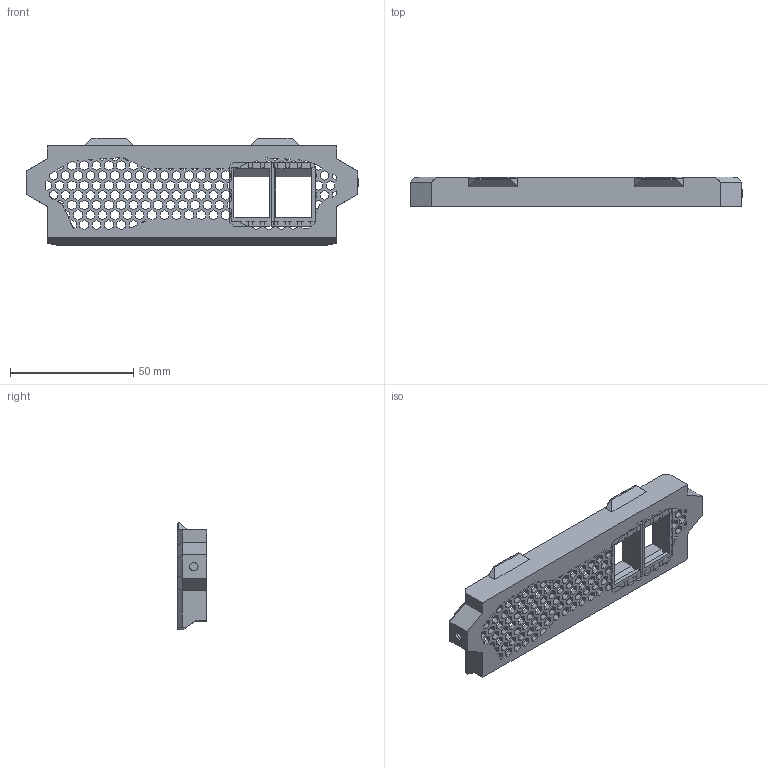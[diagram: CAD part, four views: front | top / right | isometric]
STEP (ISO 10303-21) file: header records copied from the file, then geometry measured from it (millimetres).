
FILE_DESCRIPTION(/* description */ (''),/* implementation_level */ '2;1');
FILE_NAME(/* name */ 'V0.2 Rear Stealth Skirt with 2x Keystones v15.step',/* time_stamp */ '2023-06-25T11:37:08+12:00',/* author */ (''),/* organization */ (''),/* preprocessor_version */ 'ST-DEVELOPER v19.2',/* originating_system */ 'Autodesk Translation Framework v12.6.0.85',/* authorisation */ '');
FILE_SCHEMA (('AUTOMOTIVE_DESIGN { 1 0 10303 214 3 1 1 }'));
Length unit declared in the file: millimetre
Products named in the file (5): V0.2_Stealth_Skirts; Stealth_Skirts; Rear Skirt:1; Keystone; Keystone (1)
Assembly tree (4 placements, depth 3):
  V0.2_Stealth_Skirts
    Stealth_Skirts
      Rear Skirt:1
    Keystone
    Keystone (1)
Bounding box: 134.71 x 12 x 43.47 mm (x, y, z)
Volume: 24564.4 mm3; surface area: 19306.2 mm2
Topology: 3 solids, 3 shells, 846 faces, 2508 edges, 1664 vertices
Faces by surface type: plane 842, cylinder 4
Full cylindrical faces by diameter (mm): 3.4 x2, 6 x2
Entity records: 28342 total; most frequent: CARTESIAN_POINT 5027, ORIENTED_EDGE 5016, DIRECTION 4230, EDGE_CURVE 2508, LINE 2496, VECTOR 2496, VERTEX_POINT 1664, EDGE_LOOP 1068
